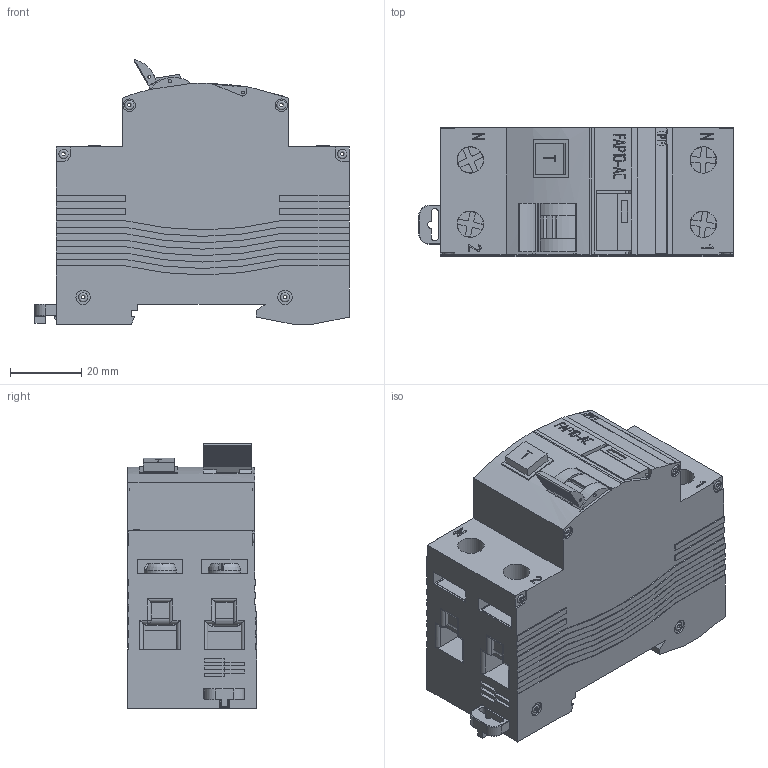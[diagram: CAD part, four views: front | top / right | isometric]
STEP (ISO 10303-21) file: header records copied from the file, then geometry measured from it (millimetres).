
FILE_DESCRIPTION(('STEP AP242'), '1');
FILE_NAME('Ñáîðêà FAP10', '', ('UNSPECIFIED'), ('UNSPECIFIED'), 'C3D Converter', 'C3D Toolkit', '');
FILE_SCHEMA(('AP242_MANAGED_MODEL_BASED_3D_ENGINEERING_MIM_LF { 1 0 10303 442 1 1 4 }'));
Length unit declared in the file: millimetre
Assembly tree (32 placements, depth 2):
  (unnamed)
    (unnamed)
    (unnamed)  x12
    (unnamed)  x4
    (unnamed)  x4
    (unnamed)  x4
    (unnamed)  x4
    (unnamed)
    (unnamed)
    (unnamed)
Bounding box: 88.04 x 36.14 x 74 mm (x, y, z)
Volume: 159651.2 mm3; surface area: 39841.7 mm2
Topology: 33 solids, 34 shells, 1577 faces, 3978 edges, 2443 vertices
Faces by surface type: plane 718, cylinder 456, extrusion 197, torus 121, sphere 59, bspline 22, cone 4
Full cylindrical faces by diameter (mm): 0.75 x2, 0.8 x1, 1 x14, 1.075 x12, 1.5 x6, 2 x1, 3.5 x8, 4 x8, 5 x9, 6 x4, 7.4 x6, 9 x4
Entity records: 37918 total; most frequent: CARTESIAN_POINT 9540, ORIENTED_EDGE 5825, DIRECTION 5081, EDGE_CURVE 2914, VECTOR 2095, LINE 1898, VERTEX_POINT 1879, AXIS2_PLACEMENT_3D 1493
